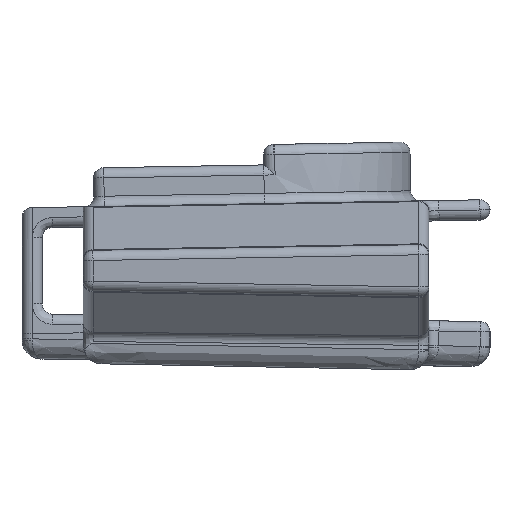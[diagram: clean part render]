
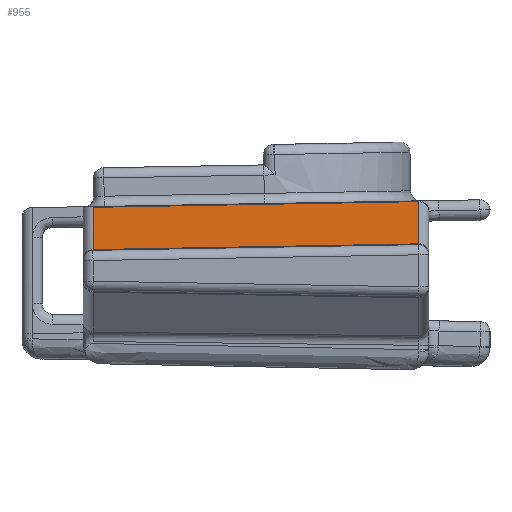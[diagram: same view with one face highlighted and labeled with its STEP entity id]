
A CAD part, left-side view. The second image highlights one B-rep face of the part: STEP entity #955.
In plain terms, the highlighted planar face has unit normal (-0.385, 0.018, 0.923).
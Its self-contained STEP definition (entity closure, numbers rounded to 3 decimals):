
#955 = ADVANCED_FACE ( 'NONE', ( #4750 ), #4250, .T. ) ;
#1008 = VECTOR ( 'NONE', #6156, 1000. ) ;
#1029 = DIRECTION ( 'NONE',  ( -0.385, 0.017, 0.923 ) ) ;
#1035 = EDGE_CURVE ( 'NONE', #9078, #5522, #6165, .T. ) ;
#1169 = ORIENTED_EDGE ( 'NONE', *, *, #1525, .T. ) ;
#1361 = CARTESIAN_POINT ( 'NONE',  ( -20.671, 19.509, 3.121 ) ) ;
#1525 = EDGE_CURVE ( 'NONE', #3367, #6375, #8387, .T. ) ;
#1898 = CARTESIAN_POINT ( 'NONE',  ( -25.743, 19.509, 1.008 ) ) ;
#2658 = CARTESIAN_POINT ( 'NONE',  ( -20.727, 3.509, 3.4 ) ) ;
#2711 = DIRECTION ( 'NONE',  ( -0.923, 0., -0.385 ) ) ;
#3290 = VECTOR ( 'NONE', #2711, 1000. ) ;
#3367 = VERTEX_POINT ( 'NONE', #1361 ) ;
#3649 = LINE ( 'NONE', #8525, #1008 ) ;
#4111 = EDGE_LOOP ( 'NONE', ( #5578, #1169, #5780, #5684 ) ) ;
#4250 = PLANE ( 'NONE',  #5601 ) ;
#4660 = EDGE_CURVE ( 'NONE', #5522, #3367, #3649, .T. ) ;
#4750 = FACE_OUTER_BOUND ( 'NONE', #4111, .T. ) ;
#5364 = CARTESIAN_POINT ( 'NONE',  ( -4.273, 3.509, 10.256 ) ) ;
#5522 = VERTEX_POINT ( 'NONE', #2658 ) ;
#5564 = DIRECTION ( 'NONE',  ( -0.003, -1., 0.017 ) ) ;
#5578 = ORIENTED_EDGE ( 'NONE', *, *, #4660, .T. ) ;
#5601 = AXIS2_PLACEMENT_3D ( 'NONE', #8303, #1029, #7386 ) ;
#5684 = ORIENTED_EDGE ( 'NONE', *, *, #1035, .T. ) ;
#5780 = ORIENTED_EDGE ( 'NONE', *, *, #8831, .T. ) ;
#5998 = VECTOR ( 'NONE', #5564, 1000. ) ;
#6156 = DIRECTION ( 'NONE',  ( 0.003, 1., -0.017 ) ) ;
#6165 = LINE ( 'NONE', #5364, #6306 ) ;
#6306 = VECTOR ( 'NONE', #9568, 1000. ) ;
#6375 = VERTEX_POINT ( 'NONE', #10067 ) ;
#6763 = LINE ( 'NONE', #8807, #5998 ) ;
#7386 = DIRECTION ( 'NONE',  ( 0.923, 0., 0.385 ) ) ;
#7736 = CARTESIAN_POINT ( 'NONE',  ( -25.705, 3.509, 1.326 ) ) ;
#8303 = CARTESIAN_POINT ( 'NONE',  ( -4.297, 0.017, 10.312 ) ) ;
#8387 = LINE ( 'NONE', #1898, #3290 ) ;
#8525 = CARTESIAN_POINT ( 'NONE',  ( -20.67, 20., 3.113 ) ) ;
#8807 = CARTESIAN_POINT ( 'NONE',  ( -25.707, 3., 1.335 ) ) ;
#8831 = EDGE_CURVE ( 'NONE', #6375, #9078, #6763, .T. ) ;
#9078 = VERTEX_POINT ( 'NONE', #7736 ) ;
#9568 = DIRECTION ( 'NONE',  ( 0.923, 0., 0.385 ) ) ;
#10067 = CARTESIAN_POINT ( 'NONE',  ( -25.649, 19.509, 1.047 ) ) ;
